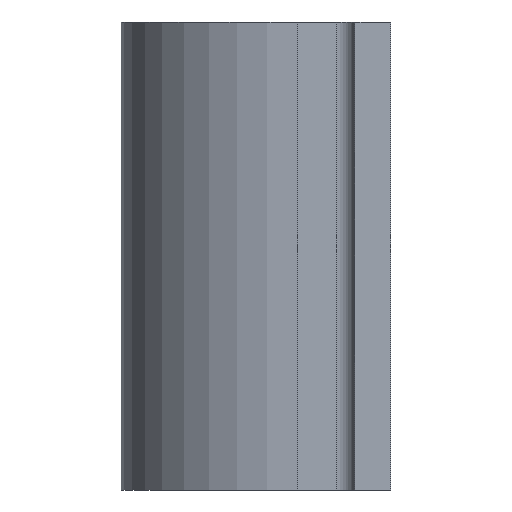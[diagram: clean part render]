
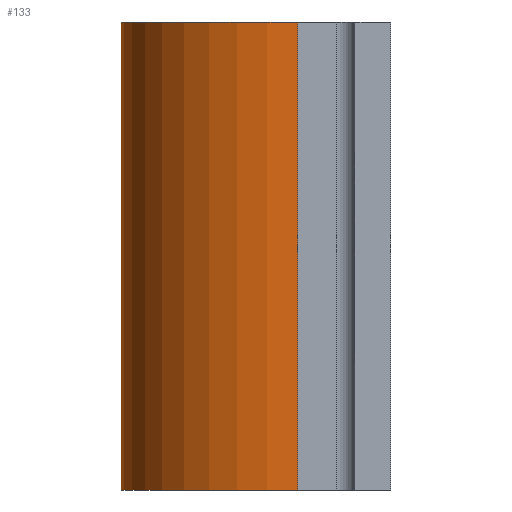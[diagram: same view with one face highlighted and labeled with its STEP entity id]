
A CAD part, left-side view. The second image highlights one B-rep face of the part: STEP entity #133.
In plain terms, the highlighted cylindrical face has radius 5.982 mm (diameter 11.963 mm), a partial arc.
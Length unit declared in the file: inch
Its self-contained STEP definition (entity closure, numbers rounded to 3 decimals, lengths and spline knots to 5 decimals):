
#11 = DIRECTION ( 'NONE',  ( 0., 0., -1. ) ) ;
#23 = VERTEX_POINT ( 'NONE', #139 ) ;
#28 = CARTESIAN_POINT ( 'NONE',  ( 0.843, 0.1245, -0.3125 ) ) ;
#46 = CIRCLE ( 'NONE', #80, 0.2355 ) ;
#47 = DIRECTION ( 'NONE',  ( 0., 0., -1. ) ) ;
#60 = CARTESIAN_POINT ( 'NONE',  ( 1.0785, 0.1245, 0.3125 ) ) ;
#80 = AXIS2_PLACEMENT_3D ( 'NONE', #28, #47, #115 ) ;
#115 = DIRECTION ( 'NONE',  ( 1., 0., 0. ) ) ;
#120 = DIRECTION ( 'NONE',  ( -1., 0., 0. ) ) ;
#133 = ADVANCED_FACE ( 'NONE', ( #527 ), #413, .T. ) ;
#137 = VERTEX_POINT ( 'NONE', #191 ) ;
#139 = CARTESIAN_POINT ( 'NONE',  ( 1.0785, 0.1245, 0.3125 ) ) ;
#143 = EDGE_CURVE ( 'NONE', #137, #265, #46, .T. ) ;
#156 = EDGE_LOOP ( 'NONE', ( #159, #532, #255, #468 ) ) ;
#159 = ORIENTED_EDGE ( 'NONE', *, *, #143, .F. ) ;
#188 = CARTESIAN_POINT ( 'NONE',  ( 0.843, 0.1245, 0.3125 ) ) ;
#191 = CARTESIAN_POINT ( 'NONE',  ( 0.6075, 0.1245, -0.3125 ) ) ;
#192 = LINE ( 'NONE', #60, #395 ) ;
#210 = EDGE_CURVE ( 'NONE', #235, #137, #425, .T. ) ;
#218 = EDGE_CURVE ( 'NONE', #235, #23, #415, .T. ) ;
#235 = VERTEX_POINT ( 'NONE', #449 ) ;
#236 = CARTESIAN_POINT ( 'NONE',  ( 0.843, 0.1245, 0.3125 ) ) ;
#255 = ORIENTED_EDGE ( 'NONE', *, *, #218, .T. ) ;
#265 = VERTEX_POINT ( 'NONE', #499 ) ;
#276 = DIRECTION ( 'NONE',  ( 1., 0., 0. ) ) ;
#316 = DIRECTION ( 'NONE',  ( 0., 0., -1. ) ) ;
#318 = CARTESIAN_POINT ( 'NONE',  ( 0.6075, 0.1245, 0.3125 ) ) ;
#395 = VECTOR ( 'NONE', #11, 39.37008 ) ;
#413 = CYLINDRICAL_SURFACE ( 'NONE', #424, 0.2355 ) ;
#415 = CIRCLE ( 'NONE', #516, 0.2355 ) ;
#424 = AXIS2_PLACEMENT_3D ( 'NONE', #188, #483, #120 ) ;
#425 = LINE ( 'NONE', #318, #491 ) ;
#449 = CARTESIAN_POINT ( 'NONE',  ( 0.6075, 0.1245, 0.3125 ) ) ;
#468 = ORIENTED_EDGE ( 'NONE', *, *, #512, .T. ) ;
#483 = DIRECTION ( 'NONE',  ( 0., 0., -1. ) ) ;
#491 = VECTOR ( 'NONE', #316, 39.37008 ) ;
#499 = CARTESIAN_POINT ( 'NONE',  ( 1.0785, 0.1245, -0.3125 ) ) ;
#512 = EDGE_CURVE ( 'NONE', #23, #265, #192, .T. ) ;
#516 = AXIS2_PLACEMENT_3D ( 'NONE', #236, #545, #276 ) ;
#527 = FACE_OUTER_BOUND ( 'NONE', #156, .T. ) ;
#532 = ORIENTED_EDGE ( 'NONE', *, *, #210, .F. ) ;
#545 = DIRECTION ( 'NONE',  ( 0., 0., -1. ) ) ;
